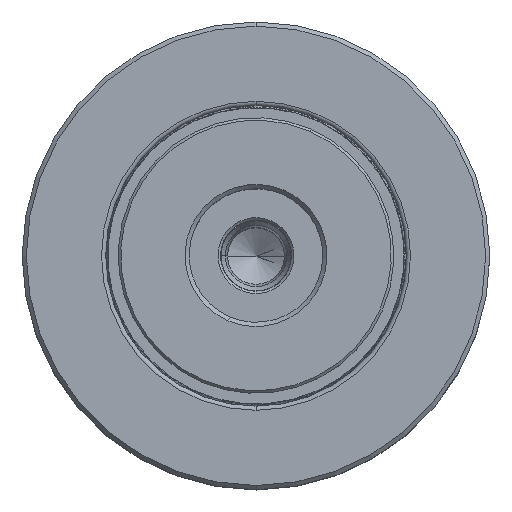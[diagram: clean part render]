
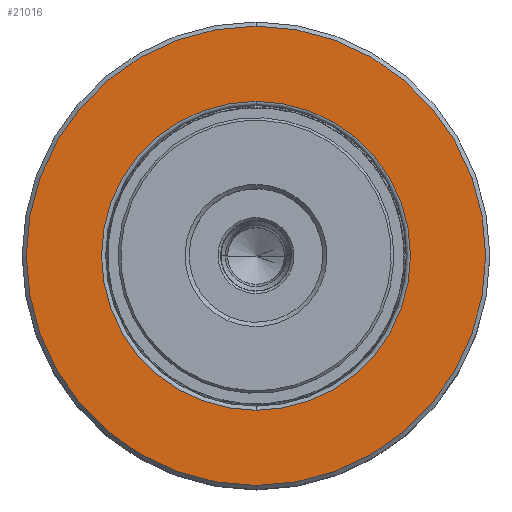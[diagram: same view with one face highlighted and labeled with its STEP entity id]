
A CAD part, top view. The second image highlights one B-rep face of the part: STEP entity #21016.
In plain terms, the highlighted face is planar.
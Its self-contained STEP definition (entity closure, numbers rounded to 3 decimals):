
#1068 = EDGE_CURVE ( 'NONE', #35567, #16492, #19139, .T. ) ;
#4055 = FACE_BOUND ( 'NONE', #17338, .T. ) ;
#4680 = DIRECTION ( 'NONE',  ( 0., 0., -1. ) ) ;
#5606 = ORIENTED_EDGE ( 'NONE', *, *, #18152, .F. ) ;
#7441 = EDGE_CURVE ( 'NONE', #16492, #35567, #39709, .T. ) ;
#8210 = AXIS2_PLACEMENT_3D ( 'NONE', #25150, #42718, #32172 ) ;
#8772 = PLANE ( 'NONE',  #23269 ) ;
#9235 = AXIS2_PLACEMENT_3D ( 'NONE', #39168, #14445, #21778 ) ;
#9363 = VERTEX_POINT ( 'NONE', #12481 ) ;
#11520 = CARTESIAN_POINT ( 'NONE',  ( 0., 18.687, 0. ) ) ;
#12066 = CARTESIAN_POINT ( 'NONE',  ( 0., 18.687, -27.5 ) ) ;
#12481 = CARTESIAN_POINT ( 'NONE',  ( 0., 18.687, 27.5 ) ) ;
#13170 = CIRCLE ( 'NONE', #30613, 27.5 ) ;
#14366 = FACE_OUTER_BOUND ( 'NONE', #43272, .T. ) ;
#14445 = DIRECTION ( 'NONE',  ( 0., -1., 0. ) ) ;
#15721 = CARTESIAN_POINT ( 'NONE',  ( 0., 18.687, 0. ) ) ;
#15736 = DIRECTION ( 'NONE',  ( 0., 1., 0. ) ) ;
#16492 = VERTEX_POINT ( 'NONE', #24301 ) ;
#17338 = EDGE_LOOP ( 'NONE', ( #33637, #43606 ) ) ;
#18152 = EDGE_CURVE ( 'NONE', #34785, #9363, #27850, .T. ) ;
#19139 = CIRCLE ( 'NONE', #41081, 18.5 ) ;
#19430 = ORIENTED_EDGE ( 'NONE', *, *, #25606, .F. ) ;
#21016 = ADVANCED_FACE ( 'NONE', ( #4055, #14366 ), #8772, .T. ) ;
#21778 = DIRECTION ( 'NONE',  ( 0., 0., -1. ) ) ;
#23269 = AXIS2_PLACEMENT_3D ( 'NONE', #43641, #15736, #40139 ) ;
#24301 = CARTESIAN_POINT ( 'NONE',  ( 0., 18.687, 18.5 ) ) ;
#25150 = CARTESIAN_POINT ( 'NONE',  ( 0., 18.687, 0. ) ) ;
#25606 = EDGE_CURVE ( 'NONE', #9363, #34785, #13170, .T. ) ;
#27850 = CIRCLE ( 'NONE', #9235, 27.5 ) ;
#30613 = AXIS2_PLACEMENT_3D ( 'NONE', #11520, #35881, #4680 ) ;
#32172 = DIRECTION ( 'NONE',  ( 0., 0., -1. ) ) ;
#33637 = ORIENTED_EDGE ( 'NONE', *, *, #1068, .T. ) ;
#34785 = VERTEX_POINT ( 'NONE', #12066 ) ;
#35567 = VERTEX_POINT ( 'NONE', #42198 ) ;
#35881 = DIRECTION ( 'NONE',  ( 0., -1., 0. ) ) ;
#39168 = CARTESIAN_POINT ( 'NONE',  ( 0., 18.687, 0. ) ) ;
#39709 = CIRCLE ( 'NONE', #8210, 18.5 ) ;
#40129 = DIRECTION ( 'NONE',  ( 0., 0., -1. ) ) ;
#40139 = DIRECTION ( 'NONE',  ( 0., 0., 1. ) ) ;
#41081 = AXIS2_PLACEMENT_3D ( 'NONE', #15721, #43628, #40129 ) ;
#42198 = CARTESIAN_POINT ( 'NONE',  ( 0., 18.687, -18.5 ) ) ;
#42718 = DIRECTION ( 'NONE',  ( 0., -1., 0. ) ) ;
#43272 = EDGE_LOOP ( 'NONE', ( #5606, #19430 ) ) ;
#43606 = ORIENTED_EDGE ( 'NONE', *, *, #7441, .T. ) ;
#43628 = DIRECTION ( 'NONE',  ( 0., -1., 0. ) ) ;
#43641 = CARTESIAN_POINT ( 'NONE',  ( 27.5, 18.687, 0. ) ) ;
